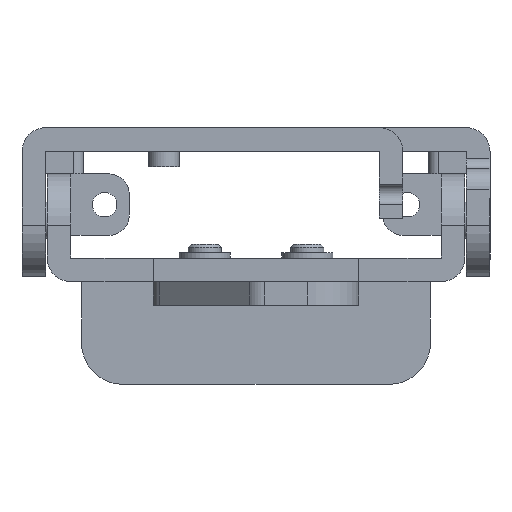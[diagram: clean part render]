
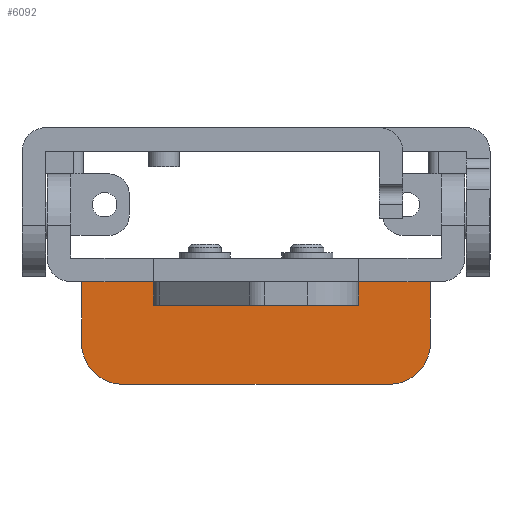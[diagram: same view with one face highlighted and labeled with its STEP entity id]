
A CAD part, left-side view. The second image highlights one B-rep face of the part: STEP entity #6092.
In plain terms, the highlighted face is planar.
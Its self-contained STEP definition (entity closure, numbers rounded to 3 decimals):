
#33 = VERTEX_POINT ( 'NONE', #6850 ) ;
#146 = PLANE ( 'NONE',  #6245 ) ;
#210 = AXIS2_PLACEMENT_3D ( 'NONE', #1407, #2016, #725 ) ;
#263 = ORIENTED_EDGE ( 'NONE', *, *, #1240, .F. ) ;
#573 = LINE ( 'NONE', #6449, #7045 ) ;
#666 = VERTEX_POINT ( 'NONE', #6315 ) ;
#725 = DIRECTION ( 'NONE',  ( 0., 0., 1. ) ) ;
#1030 = CARTESIAN_POINT ( 'NONE',  ( -21., 17., 0. ) ) ;
#1240 = EDGE_CURVE ( 'NONE', #666, #3276, #5499, .T. ) ;
#1278 = CARTESIAN_POINT ( 'NONE',  ( -21., 17., 10. ) ) ;
#1395 = EDGE_LOOP ( 'NONE', ( #263, #7574, #5989, #7878, #5861, #6890 ) ) ;
#1407 = CARTESIAN_POINT ( 'NONE',  ( -21., -13., 6. ) ) ;
#1426 = DIRECTION ( 'NONE',  ( 0., 0., 1. ) ) ;
#1548 = DIRECTION ( 'NONE',  ( 0., -1., 0. ) ) ;
#1702 = VERTEX_POINT ( 'NONE', #2031 ) ;
#2016 = DIRECTION ( 'NONE',  ( 1., 0., 0. ) ) ;
#2031 = CARTESIAN_POINT ( 'NONE',  ( -21., -17., 0. ) ) ;
#2140 = DIRECTION ( 'NONE',  ( 0., 0., 1. ) ) ;
#2552 = VERTEX_POINT ( 'NONE', #1030 ) ;
#2643 = EDGE_CURVE ( 'NONE', #1702, #33, #3431, .T. ) ;
#3259 = DIRECTION ( 'NONE',  ( 1., 0., 0. ) ) ;
#3276 = VERTEX_POINT ( 'NONE', #6949 ) ;
#3303 = CARTESIAN_POINT ( 'NONE',  ( -21., 17., -2.3 ) ) ;
#3431 = LINE ( 'NONE', #5975, #6529 ) ;
#3603 = CARTESIAN_POINT ( 'NONE',  ( -21., 17., 6. ) ) ;
#3844 = VECTOR ( 'NONE', #7634, 1000. ) ;
#4474 = EDGE_CURVE ( 'NONE', #7149, #3276, #5848, .T. ) ;
#4503 = DIRECTION ( 'NONE',  ( 0., 0., 1. ) ) ;
#4525 = DIRECTION ( 'NONE',  ( -1., 0., 0. ) ) ;
#4588 = AXIS2_PLACEMENT_3D ( 'NONE', #6266, #3259, #4503 ) ;
#4861 = FACE_OUTER_BOUND ( 'NONE', #1395, .T. ) ;
#5446 = EDGE_CURVE ( 'NONE', #666, #33, #7563, .T. ) ;
#5499 = LINE ( 'NONE', #1278, #3844 ) ;
#5614 = LINE ( 'NONE', #3303, #6839 ) ;
#5848 = CIRCLE ( 'NONE', #4588, 4. ) ;
#5861 = ORIENTED_EDGE ( 'NONE', *, *, #6871, .F. ) ;
#5975 = CARTESIAN_POINT ( 'NONE',  ( -21., -17., -2.3 ) ) ;
#5989 = ORIENTED_EDGE ( 'NONE', *, *, #2643, .F. ) ;
#6092 = ADVANCED_FACE ( 'NONE', ( #4861 ), #146, .F. ) ;
#6245 = AXIS2_PLACEMENT_3D ( 'NONE', #6934, #4525, #1426 ) ;
#6266 = CARTESIAN_POINT ( 'NONE',  ( -21., 13., 6. ) ) ;
#6315 = CARTESIAN_POINT ( 'NONE',  ( -21., -13., 10. ) ) ;
#6352 = EDGE_CURVE ( 'NONE', #2552, #1702, #573, .T. ) ;
#6449 = CARTESIAN_POINT ( 'NONE',  ( -21., 17., 0. ) ) ;
#6529 = VECTOR ( 'NONE', #2140, 1000. ) ;
#6839 = VECTOR ( 'NONE', #6948, 1000. ) ;
#6850 = CARTESIAN_POINT ( 'NONE',  ( -21., -17., 6. ) ) ;
#6871 = EDGE_CURVE ( 'NONE', #7149, #2552, #5614, .T. ) ;
#6890 = ORIENTED_EDGE ( 'NONE', *, *, #4474, .T. ) ;
#6934 = CARTESIAN_POINT ( 'NONE',  ( -21., 0., 0. ) ) ;
#6948 = DIRECTION ( 'NONE',  ( 0., 0., -1. ) ) ;
#6949 = CARTESIAN_POINT ( 'NONE',  ( -21., 13., 10. ) ) ;
#7045 = VECTOR ( 'NONE', #1548, 1000. ) ;
#7149 = VERTEX_POINT ( 'NONE', #3603 ) ;
#7563 = CIRCLE ( 'NONE', #210, 4. ) ;
#7574 = ORIENTED_EDGE ( 'NONE', *, *, #5446, .T. ) ;
#7634 = DIRECTION ( 'NONE',  ( 0., 1., 0. ) ) ;
#7878 = ORIENTED_EDGE ( 'NONE', *, *, #6352, .F. ) ;
